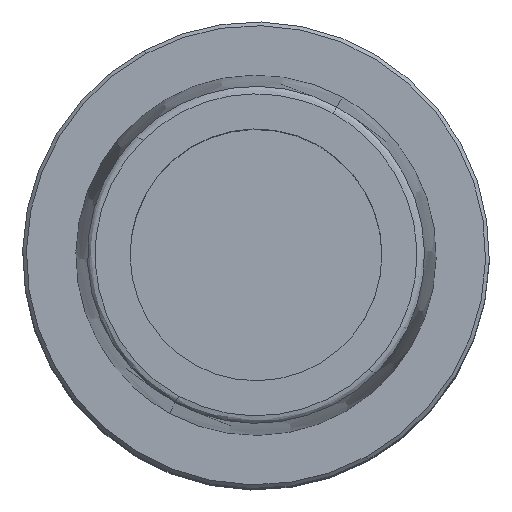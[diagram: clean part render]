
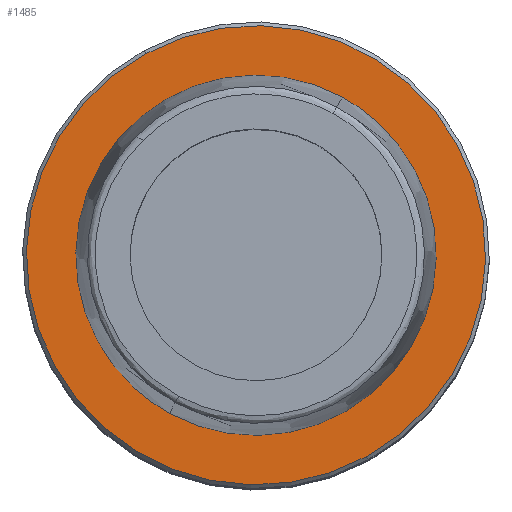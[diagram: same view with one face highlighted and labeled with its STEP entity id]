
A CAD part, top view. The second image highlights one B-rep face of the part: STEP entity #1485.
In plain terms, the highlighted planar face has unit normal (0, 0, 1).
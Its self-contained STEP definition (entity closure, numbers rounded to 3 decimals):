
#1437=AXIS2_PLACEMENT_3D('Circle Axis2P3D',#1435,#1436,$) ;
#1462=AXIS2_PLACEMENT_3D('Circle Axis2P3D',#1460,#1461,$) ;
#1475=AXIS2_PLACEMENT_3D('Plane Axis2P3D',#1472,#1473,#1474) ;
#723=CARTESIAN_POINT('Control Point',(11.66,21.343,0.)) ;
#724=CARTESIAN_POINT('Control Point',(8.125,23.274,0.)) ;
#725=CARTESIAN_POINT('Control Point',(4.191,24.474,0.)) ;
#726=CARTESIAN_POINT('Control Point',(0.06,24.83,0.)) ;
#727=CARTESIAN_POINT('Control Point',(-8.267,23.793,0.)) ;
#728=CARTESIAN_POINT('Control Point',(-15.476,19.471,0.)) ;
#729=CARTESIAN_POINT('Control Point',(-18.613,16.499,0.)) ;
#730=CARTESIAN_POINT('Control Point',(-23.407,9.395,0.)) ;
#731=CARTESIAN_POINT('Control Point',(-24.854,0.948,0.)) ;
#732=CARTESIAN_POINT('Control Point',(-24.643,-3.368,0.)) ;
#733=CARTESIAN_POINT('Control Point',(-22.734,-10.339,0.)) ;
#734=CARTESIAN_POINT('Control Point',(-18.548,-16.127,0.)) ;
#735=CARTESIAN_POINT('Control Point',(-16.505,-18.212,0.)) ;
#736=CARTESIAN_POINT('Control Point',(-14.184,-19.964,0.)) ;
#737=CARTESIAN_POINT('Control Point',(-11.66,-21.343,0.)) ;
#738=CARTESIAN_POINT('Vertex',(11.66,21.343,0.)) ;
#740=CARTESIAN_POINT('Vertex',(-11.66,-21.343,0.)) ;
#792=CARTESIAN_POINT('Control Point',(-11.66,-21.343,0.)) ;
#793=CARTESIAN_POINT('Control Point',(-8.125,-23.274,0.)) ;
#794=CARTESIAN_POINT('Control Point',(-4.191,-24.474,0.)) ;
#795=CARTESIAN_POINT('Control Point',(-0.06,-24.83,0.)) ;
#796=CARTESIAN_POINT('Control Point',(8.267,-23.793,0.)) ;
#797=CARTESIAN_POINT('Control Point',(15.476,-19.471,0.)) ;
#798=CARTESIAN_POINT('Control Point',(18.613,-16.499,0.)) ;
#799=CARTESIAN_POINT('Control Point',(23.407,-9.395,0.)) ;
#800=CARTESIAN_POINT('Control Point',(24.854,-0.948,0.)) ;
#801=CARTESIAN_POINT('Control Point',(24.643,3.368,0.)) ;
#802=CARTESIAN_POINT('Control Point',(22.734,10.339,0.)) ;
#803=CARTESIAN_POINT('Control Point',(18.548,16.127,0.)) ;
#804=CARTESIAN_POINT('Control Point',(16.505,18.212,0.)) ;
#805=CARTESIAN_POINT('Control Point',(14.184,19.964,0.)) ;
#806=CARTESIAN_POINT('Control Point',(11.66,21.343,0.)) ;
#1432=CARTESIAN_POINT('Vertex',(14.862,-27.205,0.)) ;
#1435=CARTESIAN_POINT('Axis2P3D Location',(0.,0.,0.)) ;
#1439=CARTESIAN_POINT('Vertex',(-14.862,27.205,0.)) ;
#1460=CARTESIAN_POINT('Axis2P3D Location',(0.,0.,0.)) ;
#1472=CARTESIAN_POINT('Axis2P3D Location',(0.,-24.321,0.)) ;
#1436=DIRECTION('Axis2P3D Direction',(0.,0.,1.)) ;
#1461=DIRECTION('Axis2P3D Direction',(0.,0.,1.)) ;
#1473=DIRECTION('Axis2P3D Direction',(0.,0.,-1.)) ;
#1474=DIRECTION('Axis2P3D XDirection',(-1.,0.,0.)) ;
#1478=ORIENTED_EDGE('',*,*,#1464,.T.) ;
#1479=ORIENTED_EDGE('',*,*,#1441,.T.) ;
#1482=ORIENTED_EDGE('',*,*,#742,.F.) ;
#1483=ORIENTED_EDGE('',*,*,#807,.F.) ;
#1484=FACE_BOUND('',#1481,.T.) ;
#1485=ADVANCED_FACE('NOCUT',(#1480,#1484),#1476,.F.) ;
#722=B_SPLINE_CURVE_WITH_KNOTS('',5,(#723,#724,#725,#726,#727,#728,#729,#730,#731,#732,#733,#734,#735,#736,#737),.UNSPECIFIED.,.F.,.U.,(6,3,3,3,6),(323.349,408.571,497.203,585.834,646.698),.UNSPECIFIED.) ;
#791=B_SPLINE_CURVE_WITH_KNOTS('',5,(#792,#793,#794,#795,#796,#797,#798,#799,#800,#801,#802,#803,#804,#805,#806),.UNSPECIFIED.,.F.,.U.,(6,3,3,3,6),(0.,85.222,173.854,262.485,323.349),.UNSPECIFIED.) ;
#1438=CIRCLE('generated circle',#1437,31.) ;
#1463=CIRCLE('generated circle',#1462,31.) ;
#742=EDGE_CURVE('',#739,#741,#722,.T.) ;
#807=EDGE_CURVE('',#741,#739,#791,.T.) ;
#1441=EDGE_CURVE('',#1440,#1433,#1438,.T.) ;
#1464=EDGE_CURVE('',#1433,#1440,#1463,.T.) ;
#1477=EDGE_LOOP('',(#1478,#1479)) ;
#1481=EDGE_LOOP('',(#1482,#1483)) ;
#1480=FACE_OUTER_BOUND('',#1477,.T.) ;
#1476=PLANE('',#1475) ;
#739=VERTEX_POINT('',#738) ;
#741=VERTEX_POINT('',#740) ;
#1433=VERTEX_POINT('',#1432) ;
#1440=VERTEX_POINT('',#1439) ;
